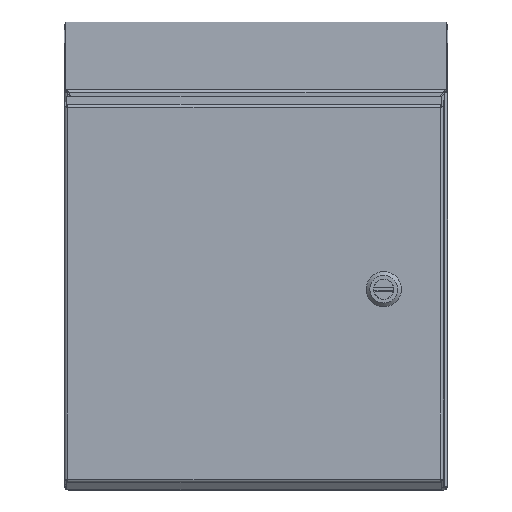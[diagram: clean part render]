
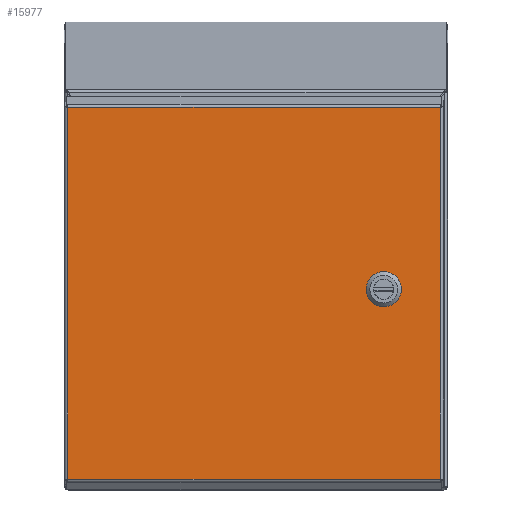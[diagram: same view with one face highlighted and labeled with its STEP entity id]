
A CAD part, top view. The second image highlights one B-rep face of the part: STEP entity #15977.
In plain terms, the highlighted planar face has unit normal (0, 0, 1).
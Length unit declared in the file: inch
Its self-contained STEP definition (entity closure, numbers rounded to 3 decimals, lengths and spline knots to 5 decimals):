
#581=PLANE('',#17246);
#1660=LINE('',#31141,#2859);
#1664=LINE('',#31153,#2863);
#1668=LINE('',#31165,#2867);
#1672=LINE('',#31175,#2871);
#1678=LINE('',#31210,#2877);
#1708=LINE('',#31498,#2907);
#1724=LINE('',#31788,#2923);
#1726=LINE('',#31792,#2925);
#2859=VECTOR('',#20196,0.42712);
#2863=VECTOR('',#20208,0.42712);
#2867=VECTOR('',#20220,0.42712);
#2871=VECTOR('',#20232,0.42712);
#2877=VECTOR('',#20242,11.64636);
#2907=VECTOR('',#20294,11.64636);
#2923=VECTOR('',#20328,11.6645);
#2925=VECTOR('',#20334,11.6645);
#3726=FACE_BOUND('',#5489,.T.);
#3727=FACE_BOUND('',#5490,.T.);
#5489=EDGE_LOOP('',(#12566,#12567,#12568,#12569,#12570,#12571,#12572,#12573));
#5490=EDGE_LOOP('',(#12574,#12575,#12576,#12577));
#6251=CIRCLE('',#17207,0.453);
#6253=CIRCLE('',#17211,0.453);
#6255=CIRCLE('',#17215,0.453);
#6257=CIRCLE('',#17219,0.453);
#7319=VERTEX_POINT('',#31132);
#7320=VERTEX_POINT('',#31134);
#7322=VERTEX_POINT('',#31140);
#7324=VERTEX_POINT('',#31146);
#7326=VERTEX_POINT('',#31152);
#7328=VERTEX_POINT('',#31158);
#7330=VERTEX_POINT('',#31164);
#7332=VERTEX_POINT('',#31170);
#7338=VERTEX_POINT('',#31187);
#7341=VERTEX_POINT('',#31202);
#7365=VERTEX_POINT('',#31456);
#7367=VERTEX_POINT('',#31497);
#9092=EDGE_CURVE('',#7320,#7319,#6251,.T.);
#9095=EDGE_CURVE('',#7322,#7320,#1660,.T.);
#9098=EDGE_CURVE('',#7324,#7322,#6253,.T.);
#9101=EDGE_CURVE('',#7326,#7324,#1664,.T.);
#9104=EDGE_CURVE('',#7328,#7326,#6255,.T.);
#9107=EDGE_CURVE('',#7330,#7328,#1668,.T.);
#9110=EDGE_CURVE('',#7332,#7330,#6257,.T.);
#9113=EDGE_CURVE('',#7319,#7332,#1672,.T.);
#9122=EDGE_CURVE('',#7338,#7341,#1678,.T.);
#9166=EDGE_CURVE('',#7367,#7365,#1708,.T.);
#9196=EDGE_CURVE('',#7341,#7367,#1724,.T.);
#9198=EDGE_CURVE('',#7365,#7338,#1726,.T.);
#12566=ORIENTED_EDGE('',*,*,#9092,.T.);
#12567=ORIENTED_EDGE('',*,*,#9113,.T.);
#12568=ORIENTED_EDGE('',*,*,#9110,.T.);
#12569=ORIENTED_EDGE('',*,*,#9107,.T.);
#12570=ORIENTED_EDGE('',*,*,#9104,.T.);
#12571=ORIENTED_EDGE('',*,*,#9101,.T.);
#12572=ORIENTED_EDGE('',*,*,#9098,.T.);
#12573=ORIENTED_EDGE('',*,*,#9095,.T.);
#12574=ORIENTED_EDGE('',*,*,#9198,.T.);
#12575=ORIENTED_EDGE('',*,*,#9122,.T.);
#12576=ORIENTED_EDGE('',*,*,#9196,.T.);
#12577=ORIENTED_EDGE('',*,*,#9166,.T.);
#15977=ADVANCED_FACE('',(#3726,#3727),#581,.T.);
#17207=AXIS2_PLACEMENT_3D('',#31135,#20190,#20191);
#17211=AXIS2_PLACEMENT_3D('',#31147,#20202,#20203);
#17215=AXIS2_PLACEMENT_3D('',#31159,#20214,#20215);
#17219=AXIS2_PLACEMENT_3D('',#31171,#20226,#20227);
#17246=AXIS2_PLACEMENT_3D('',#31794,#20337,#20338);
#20190=DIRECTION('center_axis',(0.,0.,-1.));
#20191=DIRECTION('ref_axis',(0.882,0.471,0.));
#20196=DIRECTION('',(1.,0.,0.));
#20202=DIRECTION('center_axis',(0.,0.,-1.));
#20203=DIRECTION('ref_axis',(-0.471,0.882,0.));
#20208=DIRECTION('',(0.,1.,0.));
#20214=DIRECTION('center_axis',(0.,0.,-1.));
#20215=DIRECTION('ref_axis',(-0.882,-0.471,0.));
#20220=DIRECTION('',(-1.,0.,0.));
#20226=DIRECTION('center_axis',(0.,0.,-1.));
#20227=DIRECTION('ref_axis',(0.471,-0.882,0.));
#20232=DIRECTION('',(0.,-1.,0.));
#20242=DIRECTION('',(0.,1.,0.));
#20294=DIRECTION('',(0.,-1.,0.));
#20328=DIRECTION('',(-1.,0.,0.));
#20334=DIRECTION('',(1.,0.,0.));
#20337=DIRECTION('center_axis',(0.,0.,1.));
#20338=DIRECTION('ref_axis',(1.,0.,0.));
#31132=CARTESIAN_POINT('',(9.96087,-5.05816,0.074));
#31134=CARTESIAN_POINT('',(9.77499,-4.87223,0.074));
#31135=CARTESIAN_POINT('Origin',(9.56134,-5.27168,0.074));
#31140=CARTESIAN_POINT('',(9.34787,-4.87223,0.074));
#31141=CARTESIAN_POINT('',(7.63693,-4.87223,0.074));
#31146=CARTESIAN_POINT('',(9.16187,-5.05816,0.074));
#31147=CARTESIAN_POINT('Origin',(9.56134,-5.27177,0.074));
#31152=CARTESIAN_POINT('',(9.16187,-5.48529,0.074));
#31153=CARTESIAN_POINT('',(9.16187,-5.22744,0.074));
#31158=CARTESIAN_POINT('',(9.3478,-5.67123,0.074));
#31159=CARTESIAN_POINT('Origin',(9.56137,-5.27173,0.074));
#31164=CARTESIAN_POINT('',(9.77493,-5.67123,0.074));
#31165=CARTESIAN_POINT('',(7.42333,-5.67123,0.074));
#31170=CARTESIAN_POINT('',(9.96087,-5.48529,0.074));
#31171=CARTESIAN_POINT('Origin',(9.56137,-5.27173,0.074));
#31175=CARTESIAN_POINT('',(9.96087,-5.44101,0.074));
#31187=CARTESIAN_POINT('',(11.33112,-11.2199,0.074));
#31202=CARTESIAN_POINT('',(11.33112,0.42645,0.074));
#31210=CARTESIAN_POINT('',(11.33112,-8.34516,0.074));
#31456=CARTESIAN_POINT('',(-0.33338,-11.2199,0.074));
#31497=CARTESIAN_POINT('',(-0.33338,0.42645,0.074));
#31498=CARTESIAN_POINT('',(-0.33338,-2.44829,0.074));
#31788=CARTESIAN_POINT('',(8.41499,0.42645,0.074));
#31792=CARTESIAN_POINT('',(2.58274,-11.2199,0.074));
#31794=CARTESIAN_POINT('Origin',(5.49887,-5.39673,0.074));
